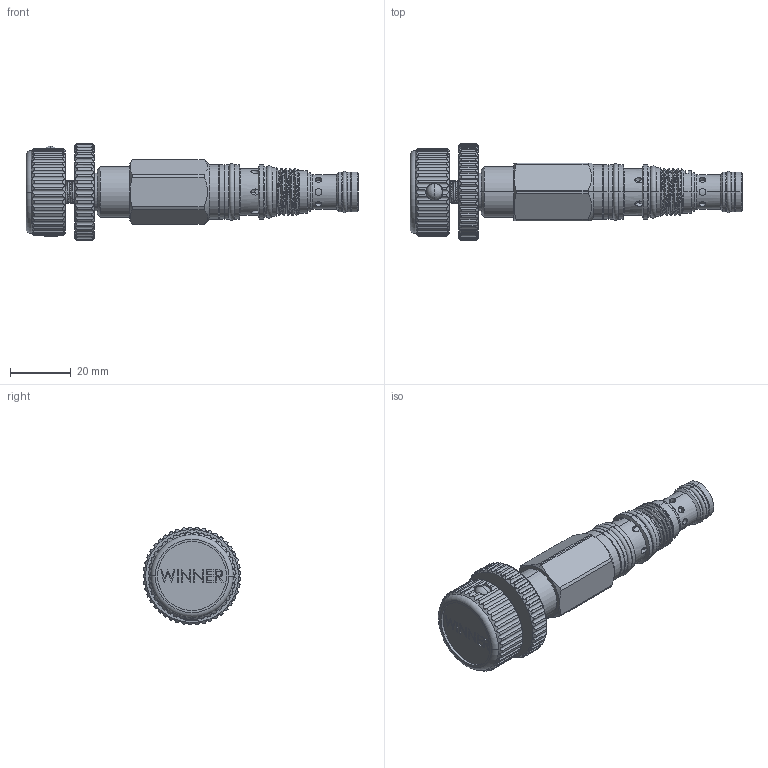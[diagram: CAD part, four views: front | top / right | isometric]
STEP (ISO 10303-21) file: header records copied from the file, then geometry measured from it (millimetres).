
FILE_DESCRIPTION (( 'STEP AP203' ), '1' );
FILE_NAME ('PP163A30-K.STEP', '2024-06-06T01:32:19', ( '' ), ( '' ), 'SwSTEP 2.0', 'SolidWorks 2018', '' );
FILE_SCHEMA (( 'CONFIG_CONTROL_DESIGN' ));
Length unit declared in the file: millimetre
Products named in the file (1): PP163A30-K
Bounding box: 109.33 x 32.18 x 32.2 mm (x, y, z)
Volume: 31908 mm3; surface area: 11230.3 mm2
Topology: 1 solids, 1 shells, 637 faces, 1705 edges, 1113 vertices
Faces by surface type: cylinder 394, plane 142, cone 56, torus 28, bspline 15, sphere 2
Entity records: 34878 total; most frequent: CARTESIAN_POINT 19550, ORIENTED_EDGE 3410, DIRECTION 2941, EDGE_CURVE 1705, AXIS2_PLACEMENT_3D 1137, VERTEX_POINT 1113, EDGE_LOOP 684, VECTOR 667
